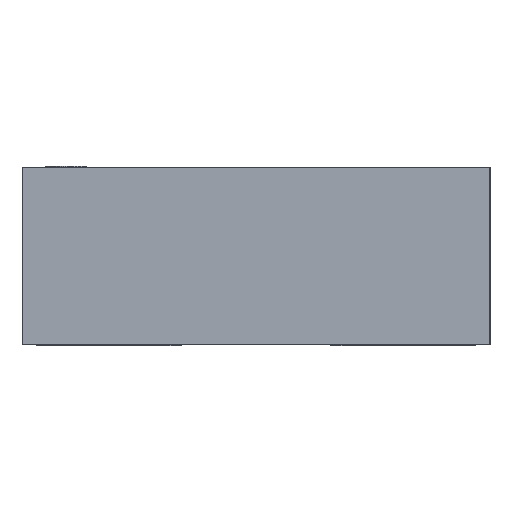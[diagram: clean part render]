
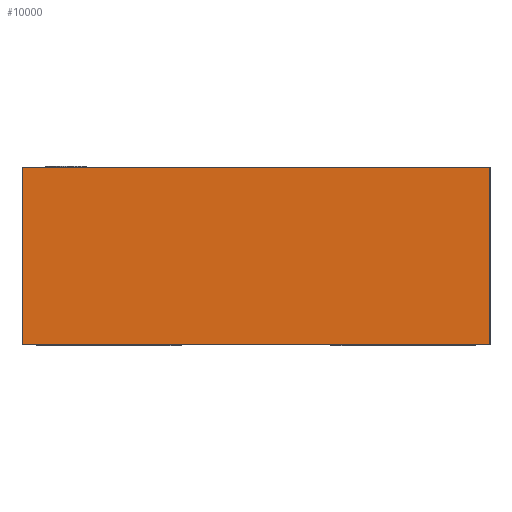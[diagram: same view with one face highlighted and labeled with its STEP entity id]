
A CAD part, left-side view. The second image highlights one B-rep face of the part: STEP entity #10000.
In plain terms, the highlighted planar face has unit normal (-1, 0, 0).
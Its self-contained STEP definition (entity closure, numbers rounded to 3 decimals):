
#4 = VECTOR ( 'NONE', #3729, 1000. ) ;
#242 = PLANE ( 'NONE',  #12492 ) ;
#586 = VECTOR ( 'NONE', #12249, 1000. ) ;
#690 = EDGE_CURVE ( 'NONE', #8299, #1947, #4205, .T. ) ;
#710 = CARTESIAN_POINT ( 'NONE',  ( -3.5, -2.5, 0. ) ) ;
#1490 = LINE ( 'NONE', #3457, #4 ) ;
#1582 = FACE_OUTER_BOUND ( 'NONE', #11424, .T. ) ;
#1947 = VERTEX_POINT ( 'NONE', #5840 ) ;
#2412 = DIRECTION ( 'NONE',  ( 0., 0., -1. ) ) ;
#2664 = EDGE_CURVE ( 'NONE', #11092, #13488, #7527, .T. ) ;
#2716 = CARTESIAN_POINT ( 'NONE',  ( -3.5, 2.5, 1.9 ) ) ;
#3287 = CARTESIAN_POINT ( 'NONE',  ( -3.5, -2.5, 1.9 ) ) ;
#3457 = CARTESIAN_POINT ( 'NONE',  ( -3.5, -2.5, 0. ) ) ;
#3729 = DIRECTION ( 'NONE',  ( 0., -1., 0. ) ) ;
#4205 = LINE ( 'NONE', #9566, #6704 ) ;
#4219 = ORIENTED_EDGE ( 'NONE', *, *, #12401, .F. ) ;
#5840 = CARTESIAN_POINT ( 'NONE',  ( -3.5, 2.5, 0. ) ) ;
#6225 = ORIENTED_EDGE ( 'NONE', *, *, #11551, .T. ) ;
#6704 = VECTOR ( 'NONE', #9288, 1000. ) ;
#7527 = LINE ( 'NONE', #3287, #13079 ) ;
#8299 = VERTEX_POINT ( 'NONE', #2716 ) ;
#8653 = CARTESIAN_POINT ( 'NONE',  ( -3.5, -2.5, 1.9 ) ) ;
#9288 = DIRECTION ( 'NONE',  ( 0., 0., -1. ) ) ;
#9293 = CARTESIAN_POINT ( 'NONE',  ( -3.5, -2.5, 1.9 ) ) ;
#9476 = DIRECTION ( 'NONE',  ( 0., 0., -1. ) ) ;
#9566 = CARTESIAN_POINT ( 'NONE',  ( -3.5, 2.5, 1.9 ) ) ;
#10000 = ADVANCED_FACE ( 'NONE', ( #1582 ), #242, .F. ) ;
#10396 = LINE ( 'NONE', #9293, #586 ) ;
#11092 = VERTEX_POINT ( 'NONE', #8653 ) ;
#11424 = EDGE_LOOP ( 'NONE', ( #6225, #13191, #4219, #11428 ) ) ;
#11428 = ORIENTED_EDGE ( 'NONE', *, *, #690, .T. ) ;
#11551 = EDGE_CURVE ( 'NONE', #1947, #13488, #1490, .T. ) ;
#11818 = DIRECTION ( 'NONE',  ( 1., 0., 0. ) ) ;
#12249 = DIRECTION ( 'NONE',  ( 0., -1., 0. ) ) ;
#12401 = EDGE_CURVE ( 'NONE', #8299, #11092, #10396, .T. ) ;
#12492 = AXIS2_PLACEMENT_3D ( 'NONE', #12782, #11818, #2412 ) ;
#12782 = CARTESIAN_POINT ( 'NONE',  ( -3.5, -2.5, 1.9 ) ) ;
#13079 = VECTOR ( 'NONE', #9476, 1000. ) ;
#13191 = ORIENTED_EDGE ( 'NONE', *, *, #2664, .F. ) ;
#13488 = VERTEX_POINT ( 'NONE', #710 ) ;
